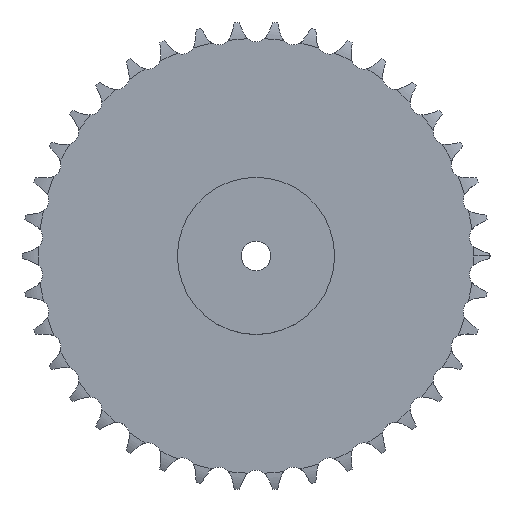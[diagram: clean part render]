
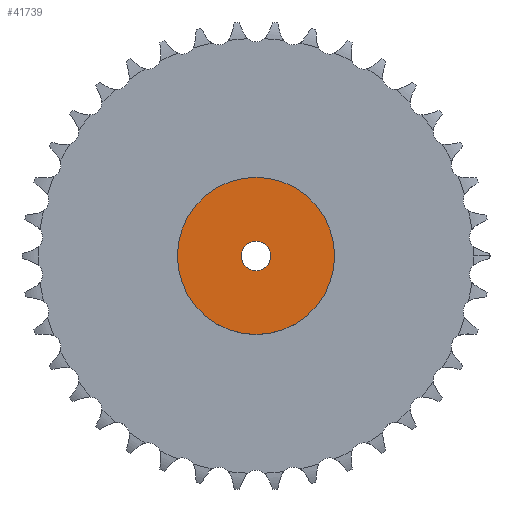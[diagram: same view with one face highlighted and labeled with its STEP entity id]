
A CAD part, top view. The second image highlights one B-rep face of the part: STEP entity #41739.
In plain terms, the highlighted planar face has unit normal (0, 0, 1).
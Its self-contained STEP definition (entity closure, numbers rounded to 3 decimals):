
#4716 = CYLINDRICAL_SURFACE('',#4717,80.);
#4717 = AXIS2_PLACEMENT_3D('',#4718,#4719,#4720);
#4718 = CARTESIAN_POINT('',(0.,0.,0.));
#4719 = DIRECTION('',(-0.,-0.,-1.));
#4720 = DIRECTION('',(1.,0.,0.));
#26182 = VERTEX_POINT('',#26183);
#26183 = CARTESIAN_POINT('',(80.,0.,60.));
#26204 = EDGE_CURVE('',#26182,#26182,#26205,.T.);
#26205 = SURFACE_CURVE('',#26206,(#26211,#26218),.PCURVE_S1.);
#26206 = CIRCLE('',#26207,80.);
#26207 = AXIS2_PLACEMENT_3D('',#26208,#26209,#26210);
#26208 = CARTESIAN_POINT('',(0.,0.,60.));
#26209 = DIRECTION('',(0.,0.,1.));
#26210 = DIRECTION('',(1.,0.,0.));
#26211 = PCURVE('',#4716,#26212);
#26212 = DEFINITIONAL_REPRESENTATION('',(#26213),#26217);
#26213 = LINE('',#26214,#26215);
#26214 = CARTESIAN_POINT('',(-0.,-60.));
#26215 = VECTOR('',#26216,1.);
#26216 = DIRECTION('',(-1.,0.));
#26217 = ( GEOMETRIC_REPRESENTATION_CONTEXT(2) 
PARAMETRIC_REPRESENTATION_CONTEXT() REPRESENTATION_CONTEXT('2D SPACE',''
  ) );
#26218 = PCURVE('',#26219,#26224);
#26219 = PLANE('',#26220);
#26220 = AXIS2_PLACEMENT_3D('',#26221,#26222,#26223);
#26221 = CARTESIAN_POINT('',(0.,0.,60.)
  );
#26222 = DIRECTION('',(0.,0.,1.));
#26223 = DIRECTION('',(1.,0.,0.));
#26224 = DEFINITIONAL_REPRESENTATION('',(#26225),#26229);
#26225 = CIRCLE('',#26226,80.);
#26226 = AXIS2_PLACEMENT_2D('',#26227,#26228);
#26227 = CARTESIAN_POINT('',(0.,0.));
#26228 = DIRECTION('',(1.,0.));
#26229 = ( GEOMETRIC_REPRESENTATION_CONTEXT(2) 
PARAMETRIC_REPRESENTATION_CONTEXT() REPRESENTATION_CONTEXT('2D SPACE',''
  ) );
#35448 = CYLINDRICAL_SURFACE('',#35449,15.);
#35449 = AXIS2_PLACEMENT_3D('',#35450,#35451,#35452);
#35450 = CARTESIAN_POINT('',(0.,0.,711.692));
#35451 = DIRECTION('',(0.,0.,1.));
#35452 = DIRECTION('',(1.,0.,0.));
#41739 = ADVANCED_FACE('',(#41740,#41743),#26219,.T.);
#41740 = FACE_BOUND('',#41741,.T.);
#41741 = EDGE_LOOP('',(#41742));
#41742 = ORIENTED_EDGE('',*,*,#26204,.T.);
#41743 = FACE_BOUND('',#41744,.T.);
#41744 = EDGE_LOOP('',(#41745));
#41745 = ORIENTED_EDGE('',*,*,#41746,.F.);
#41746 = EDGE_CURVE('',#41747,#41747,#41749,.T.);
#41747 = VERTEX_POINT('',#41748);
#41748 = CARTESIAN_POINT('',(15.,0.,60.));
#41749 = SURFACE_CURVE('',#41750,(#41755,#41762),.PCURVE_S1.);
#41750 = CIRCLE('',#41751,15.);
#41751 = AXIS2_PLACEMENT_3D('',#41752,#41753,#41754);
#41752 = CARTESIAN_POINT('',(0.,0.,60.));
#41753 = DIRECTION('',(0.,0.,1.));
#41754 = DIRECTION('',(1.,0.,0.));
#41755 = PCURVE('',#26219,#41756);
#41756 = DEFINITIONAL_REPRESENTATION('',(#41757),#41761);
#41757 = CIRCLE('',#41758,15.);
#41758 = AXIS2_PLACEMENT_2D('',#41759,#41760);
#41759 = CARTESIAN_POINT('',(0.,0.));
#41760 = DIRECTION('',(1.,0.));
#41761 = ( GEOMETRIC_REPRESENTATION_CONTEXT(2) 
PARAMETRIC_REPRESENTATION_CONTEXT() REPRESENTATION_CONTEXT('2D SPACE',''
  ) );
#41762 = PCURVE('',#35448,#41763);
#41763 = DEFINITIONAL_REPRESENTATION('',(#41764),#41768);
#41764 = LINE('',#41765,#41766);
#41765 = CARTESIAN_POINT('',(0.,-651.692));
#41766 = VECTOR('',#41767,1.);
#41767 = DIRECTION('',(1.,0.));
#41768 = ( GEOMETRIC_REPRESENTATION_CONTEXT(2) 
PARAMETRIC_REPRESENTATION_CONTEXT() REPRESENTATION_CONTEXT('2D SPACE',''
  ) );
